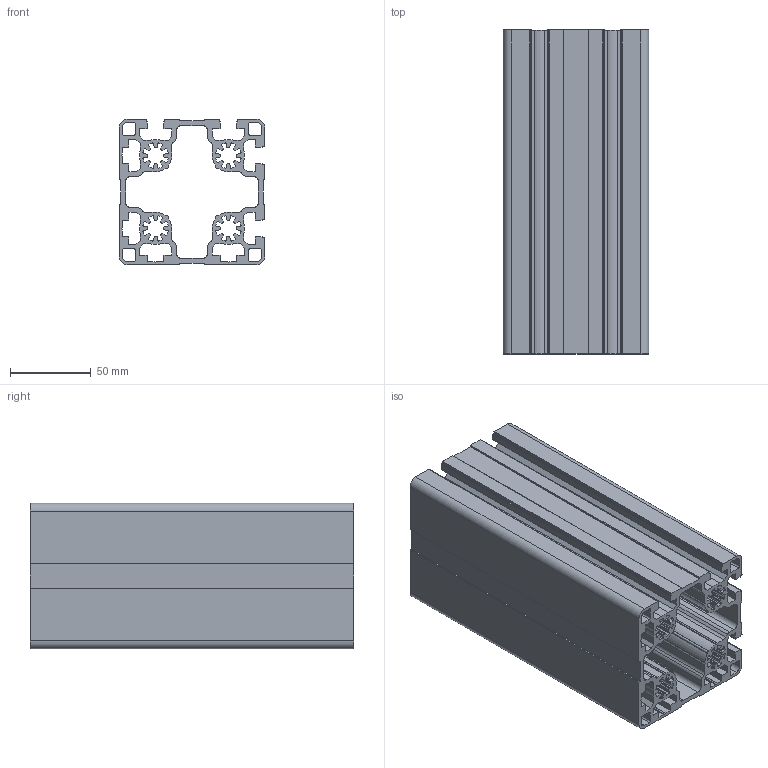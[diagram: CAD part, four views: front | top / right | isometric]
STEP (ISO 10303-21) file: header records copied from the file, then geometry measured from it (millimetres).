
FILE_DESCRIPTION(/* description */ ('Aluminiumprofil 90x90L 4NVS'),/* implementation_level */ '2;1');
FILE_NAME(/* name */ '411993621 Aluminiumprofil 90x90L 4NVS.stp',/* time_stamp */ '2019-07-15T09:34:09+02:00',/* author */ ('wheldmann'),/* organization */ (''),/* preprocessor_version */ 'ST-DEVELOPER v17.2',/* originating_system */ 'Autodesk Inventor 2019',/* authorisation */ ' ');
FILE_SCHEMA (('AUTOMOTIVE_DESIGN { 1 0 10303 214 3 1 1 }'));
Length unit declared in the file: millimetre
Products named in the file (1): 411993621
Bounding box: 90 x 200 x 90 mm (x, y, z)
Volume: 480709.7 mm3; surface area: 306388.3 mm2
Topology: 1 solids, 1 shells, 602 faces, 1800 edges, 1200 vertices
Faces by surface type: cylinder 340, plane 262
Entity records: 20597 total; most frequent: DIRECTION 3686, CARTESIAN_POINT 3603, ORIENTED_EDGE 3600, EDGE_CURVE 1800, AXIS2_PLACEMENT_3D 1283, VERTEX_POINT 1200, LINE 1120, VECTOR 1120
